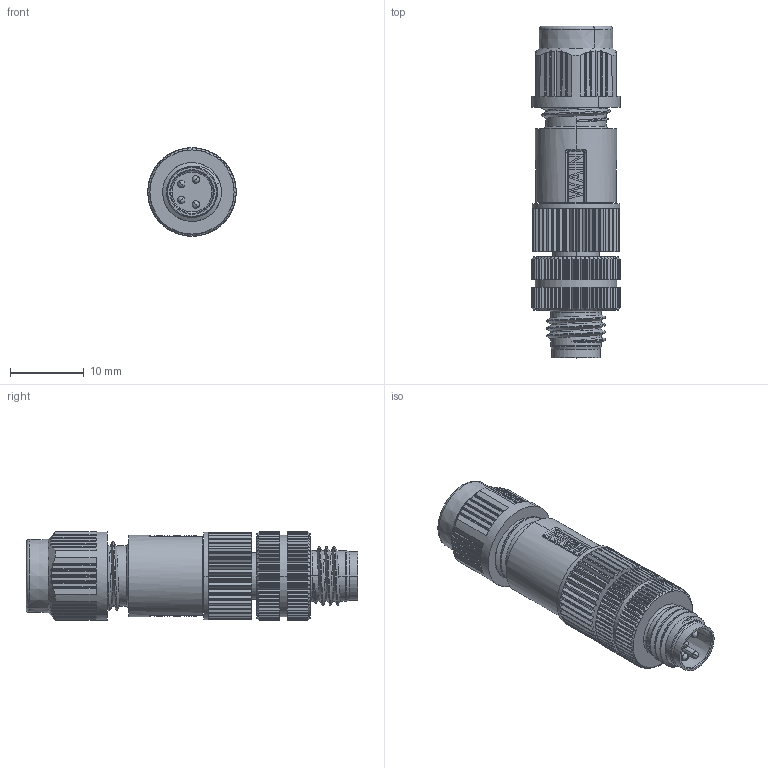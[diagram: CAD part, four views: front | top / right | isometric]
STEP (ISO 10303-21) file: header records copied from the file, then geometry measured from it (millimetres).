
FILE_DESCRIPTION((''),'2;1');
FILE_NAME('3D_1620044133001_M8-MST04-T-D5_','2024-01-16T',('12524'),(''),'PRO/ENGINEER BY PARAMETRIC TECHNOLOGY CORPORATION, 2012480','PRO/ENGINEER BY PARAMETRIC TECHNOLOGY CORPORATION, 2012480','');
FILE_SCHEMA(('CONFIG_CONTROL_DESIGN'));
Length unit declared in the file: millimetre
Products named in the file (1): 3D_1620044133001_M8-MST04-T-D5_
Bounding box: 12 x 45 x 12 mm (x, y, z)
Volume: 3780.9 mm3; surface area: 2395.1 mm2
Topology: 1 solids, 1 shells, 1014 faces, 3219 edges, 2224 vertices
Faces by surface type: plane 519, cylinder 374, bspline 52, cone 48, torus 10, sphere 8, extrusion 3
Entity records: 42536 total; most frequent: CARTESIAN_POINT 14405, ORIENTED_EDGE 6422, DIRECTION 5448, EDGE_CURVE 3211, VERTEX_POINT 2224, AXIS2_PLACEMENT_3D 1980, VECTOR 1488, LINE 1485
